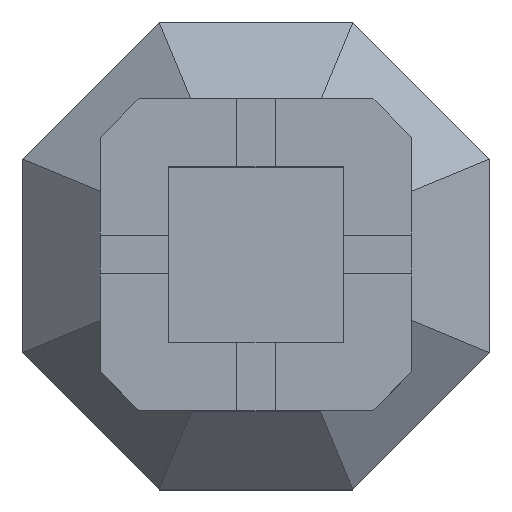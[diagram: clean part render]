
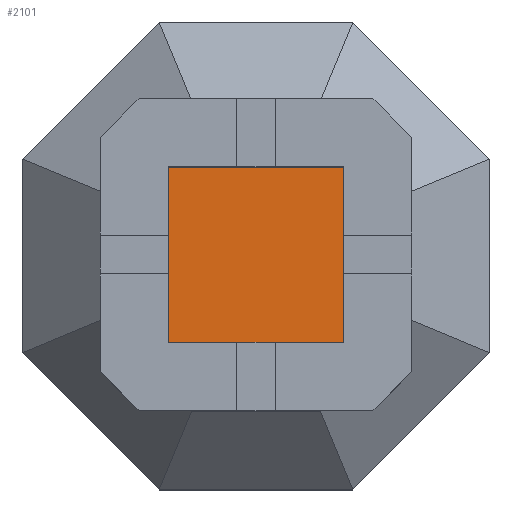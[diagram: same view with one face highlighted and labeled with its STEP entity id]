
A CAD part, top view. The second image highlights one B-rep face of the part: STEP entity #2101.
In plain terms, the highlighted planar face has unit normal (0, 0, 1).
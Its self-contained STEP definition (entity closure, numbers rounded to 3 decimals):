
#15=FACE_OUTER_BOUND('',#157,.T.);
#157=EDGE_LOOP('',(#1359,#1360,#1361,#1362));
#299=LINE('',#2989,#599);
#300=LINE('',#2991,#600);
#301=LINE('',#2993,#601);
#302=LINE('',#2994,#602);
#599=VECTOR('',#2403,5.);
#600=VECTOR('',#2404,5.);
#601=VECTOR('',#2405,5.);
#602=VECTOR('',#2406,5.);
#899=VERTEX_POINT('',#2987);
#900=VERTEX_POINT('',#2988);
#901=VERTEX_POINT('',#2990);
#902=VERTEX_POINT('',#2992);
#1059=EDGE_CURVE('',#899,#900,#299,.T.);
#1060=EDGE_CURVE('',#900,#901,#300,.T.);
#1061=EDGE_CURVE('',#901,#902,#301,.T.);
#1062=EDGE_CURVE('',#902,#899,#302,.T.);
#1359=ORIENTED_EDGE('',*,*,#1059,.T.);
#1360=ORIENTED_EDGE('',*,*,#1060,.T.);
#1361=ORIENTED_EDGE('',*,*,#1061,.T.);
#1362=ORIENTED_EDGE('',*,*,#1062,.T.);
#1959=PLANE('',#2257);
#2101=ADVANCED_FACE('',(#15),#1959,.F.);
#2257=AXIS2_PLACEMENT_3D('',#2986,#2401,#2402);
#2401=DIRECTION('center_axis',(0.,0.,-1.));
#2402=DIRECTION('ref_axis',(-1.,0.,0.));
#2403=DIRECTION('',(1.,0.,0.));
#2404=DIRECTION('',(0.,1.,0.));
#2405=DIRECTION('',(-1.,0.,0.));
#2406=DIRECTION('',(0.,-1.,0.));
#2986=CARTESIAN_POINT('Origin',(-4.,4.,68.));
#2987=CARTESIAN_POINT('',(-8.5,-0.5,68.));
#2988=CARTESIAN_POINT('',(0.5,-0.5,68.));
#2989=CARTESIAN_POINT('',(-1.75,-0.5,68.));
#2990=CARTESIAN_POINT('',(0.5,8.5,68.));
#2991=CARTESIAN_POINT('',(0.5,6.25,68.));
#2992=CARTESIAN_POINT('',(-8.5,8.5,68.));
#2993=CARTESIAN_POINT('',(-6.25,8.5,68.));
#2994=CARTESIAN_POINT('',(-8.5,1.75,68.));
